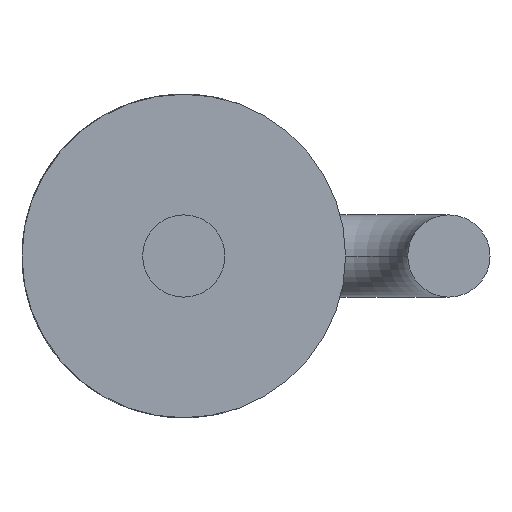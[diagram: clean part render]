
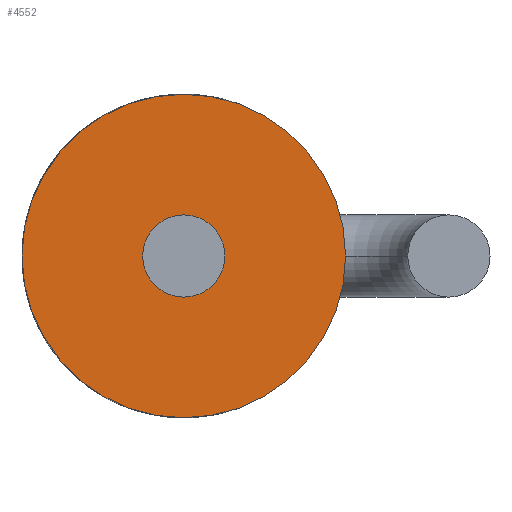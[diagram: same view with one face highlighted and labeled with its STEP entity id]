
A CAD part, front view. The second image highlights one B-rep face of the part: STEP entity #4552.
In plain terms, the highlighted planar face has unit normal (0, -1, 0).
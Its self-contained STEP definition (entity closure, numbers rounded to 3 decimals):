
#406 = CIRCLE ( 'NONE', #3409, 0.394 ) ;
#413 = DIRECTION ( 'NONE',  ( 0., 0., 1. ) ) ;
#534 = VERTEX_POINT ( 'NONE', #1191 ) ;
#677 = VERTEX_POINT ( 'NONE', #3679 ) ;
#812 = DIRECTION ( 'NONE',  ( 0., 1., 0. ) ) ;
#869 = EDGE_CURVE ( 'NONE', #3552, #534, #4670, .T. ) ;
#1191 = CARTESIAN_POINT ( 'NONE',  ( 0., 2., -1.55 ) ) ;
#1417 = EDGE_CURVE ( 'NONE', #534, #3552, #2390, .T. ) ;
#1428 = CARTESIAN_POINT ( 'NONE',  ( 0., 2., 0. ) ) ;
#1636 = DIRECTION ( 'NONE',  ( 0., -1., 0. ) ) ;
#1773 = DIRECTION ( 'NONE',  ( 0., 0., 1. ) ) ;
#2008 = EDGE_CURVE ( 'NONE', #677, #5011, #4795, .T. ) ;
#2236 = EDGE_LOOP ( 'NONE', ( #3400, #4504 ) ) ;
#2390 = CIRCLE ( 'NONE', #4679, 1.55 ) ;
#2439 = CARTESIAN_POINT ( 'NONE',  ( 0., 2., 0. ) ) ;
#2544 = CARTESIAN_POINT ( 'NONE',  ( 0., 2., 0. ) ) ;
#2723 = AXIS2_PLACEMENT_3D ( 'NONE', #3214, #812, #2778 ) ;
#2778 = DIRECTION ( 'NONE',  ( 0., 0., 1. ) ) ;
#2818 = DIRECTION ( 'NONE',  ( 0., 0., 1. ) ) ;
#2908 = DIRECTION ( 'NONE',  ( 0., -1., 0. ) ) ;
#3171 = DIRECTION ( 'NONE',  ( 0., 1., 0. ) ) ;
#3203 = CARTESIAN_POINT ( 'NONE',  ( 0., 2., 1.55 ) ) ;
#3214 = CARTESIAN_POINT ( 'NONE',  ( 0., 2., 0. ) ) ;
#3272 = ORIENTED_EDGE ( 'NONE', *, *, #2008, .F. ) ;
#3400 = ORIENTED_EDGE ( 'NONE', *, *, #1417, .F. ) ;
#3409 = AXIS2_PLACEMENT_3D ( 'NONE', #2544, #2908, #4451 ) ;
#3552 = VERTEX_POINT ( 'NONE', #3203 ) ;
#3558 = FACE_BOUND ( 'NONE', #4500, .T. ) ;
#3582 = FACE_OUTER_BOUND ( 'NONE', #2236, .T. ) ;
#3679 = CARTESIAN_POINT ( 'NONE',  ( -0.394, 2., 0. ) ) ;
#3713 = EDGE_CURVE ( 'NONE', #5011, #677, #406, .T. ) ;
#3719 = DIRECTION ( 'NONE',  ( 0., 1., 0. ) ) ;
#3906 = AXIS2_PLACEMENT_3D ( 'NONE', #2439, #1636, #413 ) ;
#4059 = PLANE ( 'NONE',  #4941 ) ;
#4286 = CARTESIAN_POINT ( 'NONE',  ( 0.394, 2., 0. ) ) ;
#4451 = DIRECTION ( 'NONE',  ( 0., 0., 1. ) ) ;
#4500 = EDGE_LOOP ( 'NONE', ( #4603, #3272 ) ) ;
#4504 = ORIENTED_EDGE ( 'NONE', *, *, #869, .F. ) ;
#4552 = ADVANCED_FACE ( 'NONE', ( #3558, #3582 ), #4059, .F. ) ;
#4603 = ORIENTED_EDGE ( 'NONE', *, *, #3713, .F. ) ;
#4670 = CIRCLE ( 'NONE', #2723, 1.55 ) ;
#4679 = AXIS2_PLACEMENT_3D ( 'NONE', #4822, #3171, #2818 ) ;
#4795 = CIRCLE ( 'NONE', #3906, 0.394 ) ;
#4822 = CARTESIAN_POINT ( 'NONE',  ( 0., 2., 0. ) ) ;
#4941 = AXIS2_PLACEMENT_3D ( 'NONE', #1428, #3719, #1773 ) ;
#5011 = VERTEX_POINT ( 'NONE', #4286 ) ;
